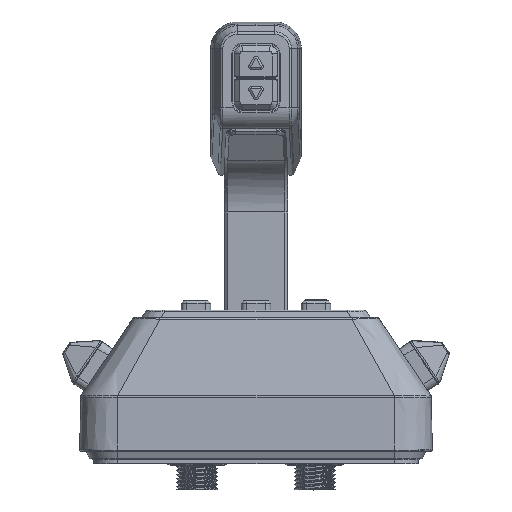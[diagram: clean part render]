
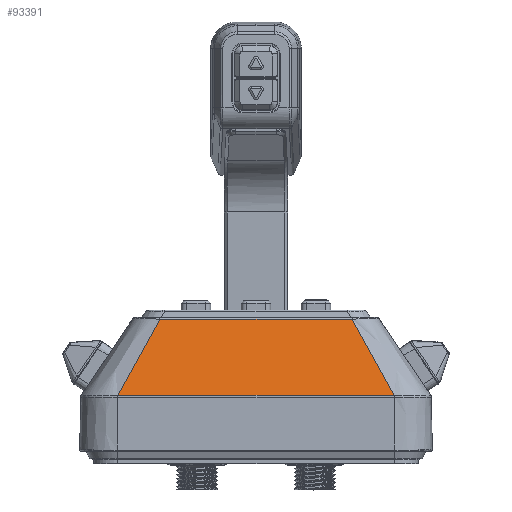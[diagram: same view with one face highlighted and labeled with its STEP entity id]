
A CAD part, left-side view. The second image highlights one B-rep face of the part: STEP entity #93391.
In plain terms, the highlighted planar face has unit normal (-0.979, 0, 0.205).
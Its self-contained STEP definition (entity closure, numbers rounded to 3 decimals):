
#61 = ORIENTED_EDGE ( 'NONE', *, *, #58506, .F. ) ;
#943 = LINE ( 'NONE', #40615, #26800 ) ;
#12363 = DIRECTION ( 'NONE',  ( 0., -1., 0. ) ) ;
#12792 = VECTOR ( 'NONE', #12363, 1000. ) ;
#13297 = EDGE_CURVE ( 'NONE', #70307, #22619, #943, .T. ) ;
#20297 = LINE ( 'NONE', #34677, #12792 ) ;
#22619 = VERTEX_POINT ( 'NONE', #73422 ) ;
#23527 = VECTOR ( 'NONE', #88530, 1000. ) ;
#25571 = VERTEX_POINT ( 'NONE', #51748 ) ;
#26800 = VECTOR ( 'NONE', #39117, 1000. ) ;
#29498 = CARTESIAN_POINT ( 'NONE',  ( -29.986, -35.979, 32.056 ) ) ;
#30271 = AXIS2_PLACEMENT_3D ( 'NONE', #73103, #42795, #97385 ) ;
#34374 = PLANE ( 'NONE',  #30271 ) ;
#34677 = CARTESIAN_POINT ( 'NONE',  ( -29.986, 35.979, 32.056 ) ) ;
#39117 = DIRECTION ( 'NONE',  ( 0., 1., 0. ) ) ;
#39882 = CARTESIAN_POINT ( 'NONE',  ( -35.965, -51.802, 3.448 ) ) ;
#40615 = CARTESIAN_POINT ( 'NONE',  ( -35.965, 0., 3.448 ) ) ;
#42795 = DIRECTION ( 'NONE',  ( 0.979, 0., -0.205 ) ) ;
#42853 = VECTOR ( 'NONE', #74166, 1000. ) ;
#43095 = ORIENTED_EDGE ( 'NONE', *, *, #13297, .F. ) ;
#43438 = EDGE_LOOP ( 'NONE', ( #73274, #61, #43095, #45357 ) ) ;
#45357 = ORIENTED_EDGE ( 'NONE', *, *, #60314, .F. ) ;
#48823 = CARTESIAN_POINT ( 'NONE',  ( -35.965, 51.802, 3.448 ) ) ;
#51748 = CARTESIAN_POINT ( 'NONE',  ( -29.986, 35.979, 32.056 ) ) ;
#54509 = EDGE_CURVE ( 'NONE', #25571, #73065, #20297, .T. ) ;
#58506 = EDGE_CURVE ( 'NONE', #22619, #25571, #96456, .T. ) ;
#60314 = EDGE_CURVE ( 'NONE', #73065, #70307, #89088, .T. ) ;
#63200 = FACE_OUTER_BOUND ( 'NONE', #43438, .T. ) ;
#70307 = VERTEX_POINT ( 'NONE', #39882 ) ;
#73065 = VERTEX_POINT ( 'NONE', #84353 ) ;
#73103 = CARTESIAN_POINT ( 'NONE',  ( -32.953, 0., 17.859 ) ) ;
#73274 = ORIENTED_EDGE ( 'NONE', *, *, #54509, .F. ) ;
#73422 = CARTESIAN_POINT ( 'NONE',  ( -35.965, 51.802, 3.448 ) ) ;
#74166 = DIRECTION ( 'NONE',  ( -0.18, -0.476, -0.861 ) ) ;
#84353 = CARTESIAN_POINT ( 'NONE',  ( -29.986, -35.979, 32.056 ) ) ;
#88530 = DIRECTION ( 'NONE',  ( 0.18, -0.476, 0.861 ) ) ;
#89088 = LINE ( 'NONE', #29498, #42853 ) ;
#93391 = ADVANCED_FACE ( 'NONE', ( #63200 ), #34374, .F. ) ;
#96456 = LINE ( 'NONE', #48823, #23527 ) ;
#97385 = DIRECTION ( 'NONE',  ( -0.205, 0., -0.979 ) ) ;
